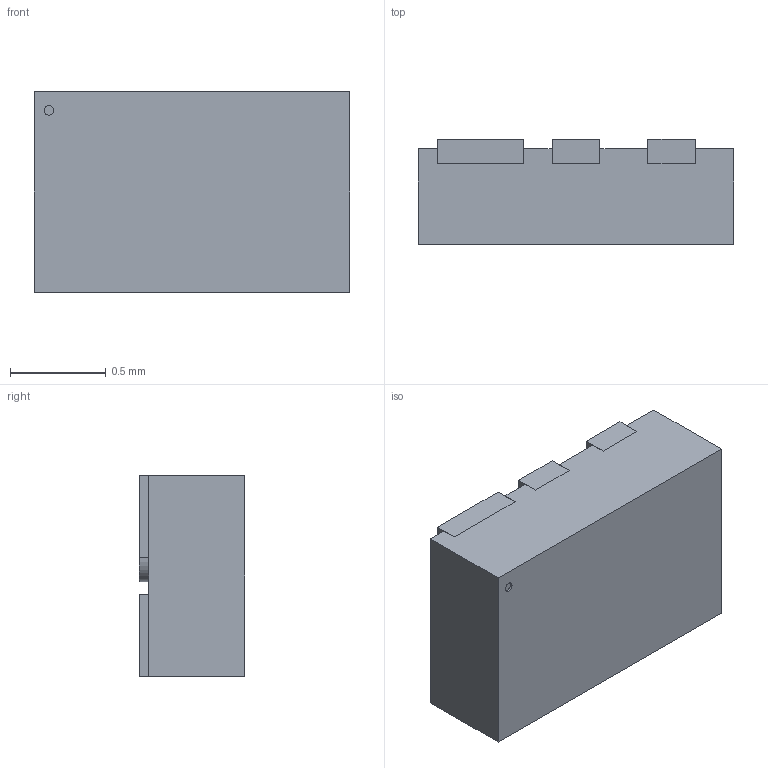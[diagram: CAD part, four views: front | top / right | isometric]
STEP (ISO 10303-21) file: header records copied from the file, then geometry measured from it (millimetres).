
FILE_DESCRIPTION (( 'STEP AP214' ), '1' );
FILE_NAME ('SP3401-02UTG.STEP', '2023-11-05T09:54:10', ( '' ), ( '' ), 'SwSTEP 2.0', 'SolidWorks 2021', '' );
FILE_SCHEMA (( 'AUTOMOTIVE_DESIGN' ));
Length unit declared in the file: millimetre
Products named in the file (1): SP3401-02UTG
Bounding box: 1.65 x 0.55 x 1.05 mm (x, y, z)
Volume: 0.9 mm3; surface area: 9.4 mm2
Topology: 7 solids, 7 shells, 74 faces, 177 edges, 118 vertices
Faces by surface type: plane 69, cylinder 5
Entity records: 2628 total; most frequent: CARTESIAN_POINT 370, ORIENTED_EDGE 354, DIRECTION 337, EDGE_CURVE 177, LINE 167, VECTOR 167, VERTEX_POINT 118, AXIS2_PLACEMENT_3D 85
